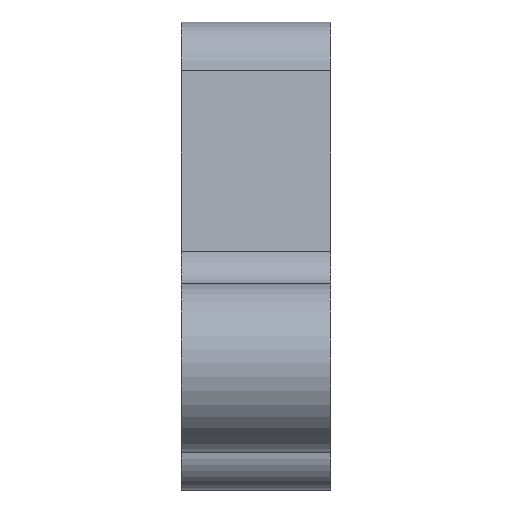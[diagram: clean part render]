
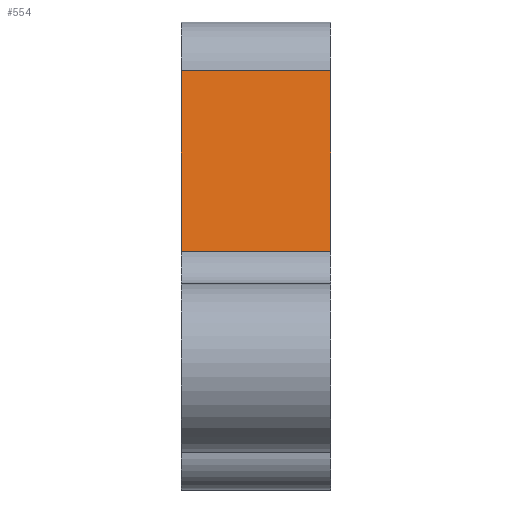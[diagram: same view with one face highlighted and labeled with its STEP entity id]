
A CAD part, left-side view. The second image highlights one B-rep face of the part: STEP entity #554.
In plain terms, the highlighted planar face has unit normal (-0.991, 0, 0.131).
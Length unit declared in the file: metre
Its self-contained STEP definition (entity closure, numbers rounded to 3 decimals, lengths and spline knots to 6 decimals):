
#154=ORIENTED_EDGE('',*,*,#250,.T.);
#155=ORIENTED_EDGE('',*,*,#253,.F.);
#156=ORIENTED_EDGE('',*,*,#246,.F.);
#157=ORIENTED_EDGE('',*,*,#245,.T.);
#245=EDGE_CURVE('',#294,#296,#345,.T.);
#246=EDGE_CURVE('',#294,#298,#346,.T.);
#250=EDGE_CURVE('',#296,#300,#350,.T.);
#253=EDGE_CURVE('',#298,#300,#353,.T.);
#294=VERTEX_POINT('',#901);
#296=VERTEX_POINT('',#907);
#298=VERTEX_POINT('',#917);
#300=VERTEX_POINT('',#923);
#345=LINE('',#914,#401);
#346=LINE('',#916,#402);
#350=LINE('',#925,#406);
#353=LINE('',#930,#409);
#401=VECTOR('',#754,1.);
#402=VECTOR('',#757,1.);
#406=VECTOR('',#763,1.);
#409=VECTOR('',#770,1.);
#450=EDGE_LOOP('',(#154,#155,#156,#157));
#488=FACE_BOUND('',#450,.T.);
#518=PLANE('',#621);
#554=ADVANCED_FACE('',(#488),#518,.F.);
#621=AXIS2_PLACEMENT_3D('',#929,#768,#769);
#754=DIRECTION('',(0.,-1.,0.));
#757=DIRECTION('',(0.131,0.,0.991));
#763=DIRECTION('',(0.131,0.,0.991));
#768=DIRECTION('',(0.991,0.,-0.131));
#769=DIRECTION('',(-0.131,0.,-0.991));
#770=DIRECTION('',(0.,-1.,0.));
#901=CARTESIAN_POINT('',(-0.001325,0.0004,0.001274));
#907=CARTESIAN_POINT('',(-0.001325,-0.0004,0.001274));
#914=CARTESIAN_POINT('',(-0.001325,0.0004,0.001274));
#916=CARTESIAN_POINT('',(-0.002396,0.0004,-0.006861));
#917=CARTESIAN_POINT('',(-0.001197,0.0004,0.002239));
#923=CARTESIAN_POINT('',(-0.001197,-0.0004,0.002239));
#925=CARTESIAN_POINT('',(-0.002396,-0.0004,-0.006861));
#929=CARTESIAN_POINT('',(-0.002396,0.0004,-0.006861));
#930=CARTESIAN_POINT('',(-0.001197,0.0004,0.002239));
